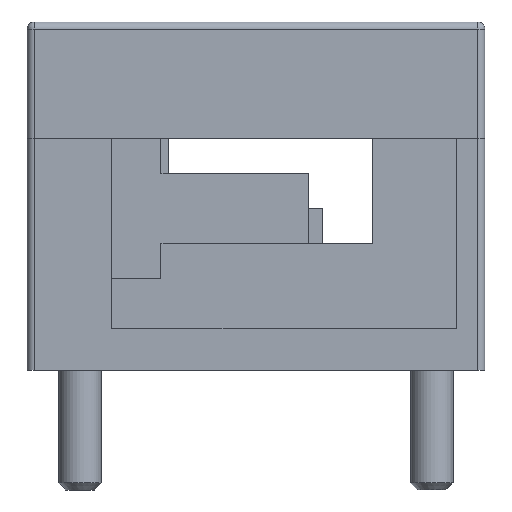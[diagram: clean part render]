
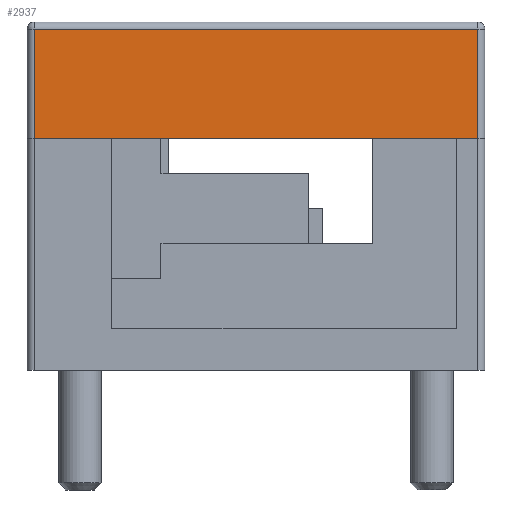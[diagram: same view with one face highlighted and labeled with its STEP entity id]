
A CAD part, left-side view. The second image highlights one B-rep face of the part: STEP entity #2937.
In plain terms, the highlighted face is planar.
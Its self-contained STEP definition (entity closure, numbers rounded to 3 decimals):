
#2553=CARTESIAN_POINT('',(20.0,64.0,15.5));
#2554=VERTEX_POINT('',#2553);
#2588=CARTESIAN_POINT('',(20.0,1.,15.5));
#2589=VERTEX_POINT('',#2588);
#2825=CARTESIAN_POINT('',(20.0,1.,0.0));
#2826=VERTEX_POINT('',#2825);
#2834=CARTESIAN_POINT('',(20.0,1.,0.0));
#2835=DIRECTION('',(0.0,0.0,1.0));
#2836=VECTOR('',#2835,15.5);
#2837=LINE('',#2834,#2836);
#2838=EDGE_CURVE('',#2826,#2589,#2837,.T.);
#2856=CARTESIAN_POINT('',(20.0,1.,15.5));
#2857=DIRECTION('',(0.0,1.0,0.0));
#2858=VECTOR('',#2857,63.0);
#2859=LINE('',#2856,#2858);
#2860=EDGE_CURVE('',#2589,#2554,#2859,.T.);
#2877=CARTESIAN_POINT('',(20.0,64.0,0.0));
#2878=VERTEX_POINT('',#2877);
#2895=CARTESIAN_POINT('',(20.0,64.0,15.5));
#2896=DIRECTION('',(0.0,0.0,-1.0));
#2897=VECTOR('',#2896,15.5);
#2898=LINE('',#2895,#2897);
#2899=EDGE_CURVE('',#2554,#2878,#2898,.T.);
#2921=CARTESIAN_POINT('',(20.0,65.0,0.0));
#2922=DIRECTION('',(1.0,0.0,0.0));
#2923=DIRECTION('',(0.0,0.0,-1.0));
#2924=AXIS2_PLACEMENT_3D('',#2921,#2922,#2923);
#2925=PLANE('',#2924);
#2926=ORIENTED_EDGE('',*,*,#2899,.F.);
#2927=ORIENTED_EDGE('',*,*,#2860,.F.);
#2928=ORIENTED_EDGE('',*,*,#2838,.F.);
#2929=CARTESIAN_POINT('',(20.0,1.,0.0));
#2930=DIRECTION('',(0.0,1.0,0.0));
#2931=VECTOR('',#2930,63.0);
#2932=LINE('',#2929,#2931);
#2933=EDGE_CURVE('',#2826,#2878,#2932,.T.);
#2934=ORIENTED_EDGE('',*,*,#2933,.T.);
#2935=EDGE_LOOP('',(#2926,#2927,#2928,#2934));
#2936=FACE_OUTER_BOUND('',#2935,.T.);
#2937=ADVANCED_FACE('',(#2936),#2925,.T.);
